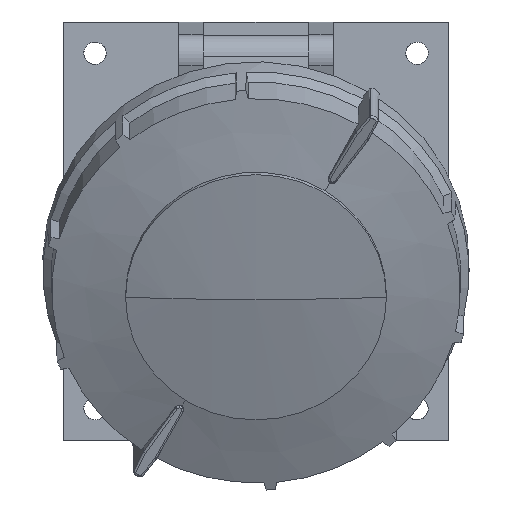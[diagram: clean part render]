
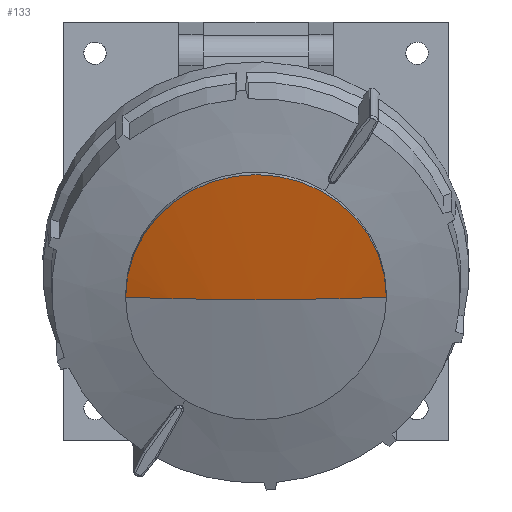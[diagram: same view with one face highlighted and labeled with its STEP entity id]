
A CAD part, top view. The second image highlights one B-rep face of the part: STEP entity #133.
In plain terms, the highlighted spherical face has radius 306.953 mm.
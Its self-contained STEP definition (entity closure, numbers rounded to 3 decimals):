
#133 = ADVANCED_FACE ( 'NONE', ( #8432 ), #19231, .T. ) ;
#266 = AXIS2_PLACEMENT_3D ( 'NONE', #4149, #21954, #18508 ) ;
#1416 = ORIENTED_EDGE ( 'NONE', *, *, #5861, .F. ) ;
#1568 = DIRECTION ( 'NONE',  ( 0., 0.94, 0.342 ) ) ;
#2875 = CIRCLE ( 'NONE', #4712, 31.2 ) ;
#3062 = AXIS2_PLACEMENT_3D ( 'NONE', #14296, #9212, #7491 ) ;
#4149 = CARTESIAN_POINT ( 'NONE',  ( 0., 96.037, -197.837 ) ) ;
#4712 = AXIS2_PLACEMENT_3D ( 'NONE', #15148, #22030, #9604 ) ;
#5861 = EDGE_CURVE ( 'NONE', #13781, #13950, #5980, .T. ) ;
#5980 = CIRCLE ( 'NONE', #3062, 306.953 ) ;
#6333 = CARTESIAN_POINT ( 'NONE',  ( 0., -8.947, 90.604 ) ) ;
#7491 = DIRECTION ( 'NONE',  ( 0., 0.342, -0.94 ) ) ;
#7716 = EDGE_LOOP ( 'NONE', ( #11735, #18682, #1416 ) ) ;
#7944 = CIRCLE ( 'NONE', #266, 306.953 ) ;
#8432 = FACE_OUTER_BOUND ( 'NONE', #7716, .T. ) ;
#8758 = CARTESIAN_POINT ( 'NONE',  ( 0., 96.037, -197.837 ) ) ;
#9212 = DIRECTION ( 'NONE',  ( 0., -0.94, -0.342 ) ) ;
#9604 = DIRECTION ( 'NONE',  ( 0., 0.94, 0.342 ) ) ;
#11711 = EDGE_CURVE ( 'NONE', #13781, #17869, #2875, .T. ) ;
#11735 = ORIENTED_EDGE ( 'NONE', *, *, #11711, .T. ) ;
#12302 = EDGE_CURVE ( 'NONE', #17869, #13950, #7944, .T. ) ;
#13781 = VERTEX_POINT ( 'NONE', #17398 ) ;
#13950 = VERTEX_POINT ( 'NONE', #6333 ) ;
#14296 = CARTESIAN_POINT ( 'NONE',  ( 0., 96.037, -197.837 ) ) ;
#15148 = CARTESIAN_POINT ( 'NONE',  ( 0., -8.404, 89.11 ) ) ;
#15574 = DIRECTION ( 'NONE',  ( 1., 0., 0. ) ) ;
#17398 = CARTESIAN_POINT ( 'NONE',  ( 31.2, -8.404, 89.11 ) ) ;
#17869 = VERTEX_POINT ( 'NONE', #21406 ) ;
#18508 = DIRECTION ( 'NONE',  ( 0., -0.342, 0.94 ) ) ;
#18682 = ORIENTED_EDGE ( 'NONE', *, *, #12302, .T. ) ;
#19231 = SPHERICAL_SURFACE ( 'NONE', #19782, 306.953 ) ;
#19782 = AXIS2_PLACEMENT_3D ( 'NONE', #8758, #1568, #15574 ) ;
#21406 = CARTESIAN_POINT ( 'NONE',  ( -31.2, -8.404, 89.11 ) ) ;
#21954 = DIRECTION ( 'NONE',  ( 0., 0.94, 0.342 ) ) ;
#22030 = DIRECTION ( 'NONE',  ( 0., -0.342, 0.94 ) ) ;
